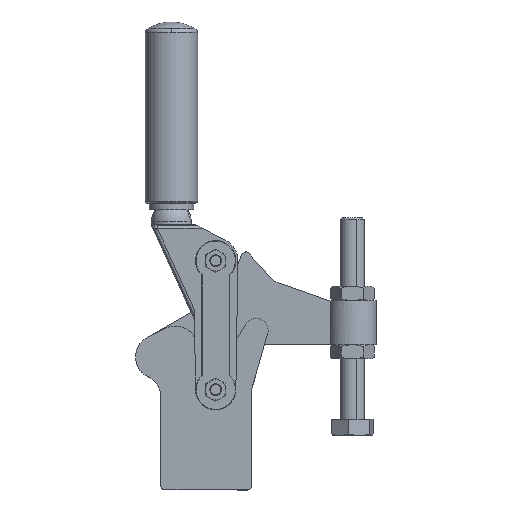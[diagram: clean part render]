
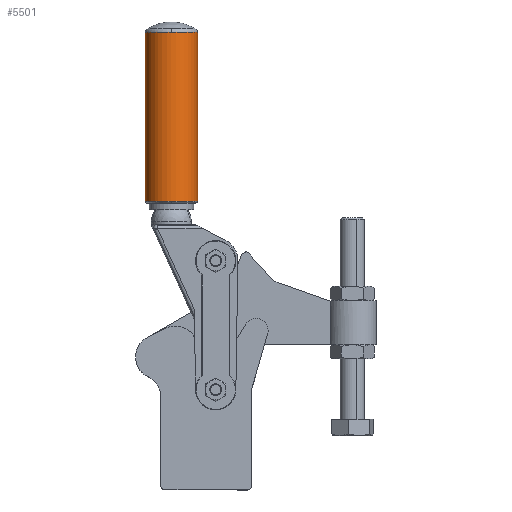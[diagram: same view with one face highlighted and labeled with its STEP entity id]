
A CAD part, top view. The second image highlights one B-rep face of the part: STEP entity #5501.
In plain terms, the highlighted cylindrical face has radius 13 mm (diameter 26 mm), a partial arc.
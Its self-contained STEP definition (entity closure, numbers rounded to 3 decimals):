
#5406=CARTESIAN_POINT('',(-150.603,129.344,0.));
#5407=VERTEX_POINT('',#5406);
#5415=CARTESIAN_POINT('',(-163.603,129.344,13.));
#5416=VERTEX_POINT('',#5415);
#5417=CARTESIAN_POINT('',(-163.603,129.344,0.));
#5418=DIRECTION('',(0.0,-1.0,0.0));
#5419=DIRECTION('',(1.0,0.0,0.0));
#5420=AXIS2_PLACEMENT_3D('',#5417,#5418,#5419);
#5421=CIRCLE('',#5420,13.);
#5422=EDGE_CURVE('',#5407,#5416,#5421,.T.);
#5452=CARTESIAN_POINT('',(-163.603,171.195,0.));
#5453=DIRECTION('',(0.,-1.0,0.));
#5454=DIRECTION('',(1.0,0.0,0.0));
#5455=AXIS2_PLACEMENT_3D('',#5452,#5453,#5454);
#5456=CYLINDRICAL_SURFACE('',#5455,13.);
#5457=CARTESIAN_POINT('',(-150.603,213.047,0.));
#5458=VERTEX_POINT('',#5457);
#5459=CARTESIAN_POINT('',(-150.603,213.047,0.));
#5460=DIRECTION('',(0.0,-1.0,0.0));
#5461=VECTOR('',#5460,83.703);
#5462=LINE('',#5459,#5461);
#5463=EDGE_CURVE('',#5458,#5407,#5462,.T.);
#5464=ORIENTED_EDGE('',*,*,#5463,.F.);
#5465=CARTESIAN_POINT('',(-163.603,213.047,13.));
#5466=VERTEX_POINT('',#5465);
#5467=CARTESIAN_POINT('',(-163.603,213.047,0.));
#5468=DIRECTION('',(0.0,-1.0,0.0));
#5469=DIRECTION('',(1.0,0.0,0.0));
#5470=AXIS2_PLACEMENT_3D('',#5467,#5468,#5469);
#5471=CIRCLE('',#5470,13.);
#5472=EDGE_CURVE('',#5458,#5466,#5471,.T.);
#5473=ORIENTED_EDGE('',*,*,#5472,.T.);
#5474=CARTESIAN_POINT('',(-176.603,213.047,0.));
#5475=VERTEX_POINT('',#5474);
#5476=CARTESIAN_POINT('',(-163.603,213.047,0.));
#5477=DIRECTION('',(0.0,-1.0,0.0));
#5478=DIRECTION('',(1.0,0.0,0.0));
#5479=AXIS2_PLACEMENT_3D('',#5476,#5477,#5478);
#5480=CIRCLE('',#5479,13.);
#5481=EDGE_CURVE('',#5466,#5475,#5480,.T.);
#5482=ORIENTED_EDGE('',*,*,#5481,.T.);
#5483=CARTESIAN_POINT('',(-176.603,129.344,0.));
#5484=VERTEX_POINT('',#5483);
#5485=CARTESIAN_POINT('',(-176.603,129.344,0.));
#5486=DIRECTION('',(0.0,1.0,0.0));
#5487=VECTOR('',#5486,83.703);
#5488=LINE('',#5485,#5487);
#5489=EDGE_CURVE('',#5484,#5475,#5488,.T.);
#5490=ORIENTED_EDGE('',*,*,#5489,.F.);
#5491=CARTESIAN_POINT('',(-163.603,129.344,0.));
#5492=DIRECTION('',(0.0,-1.0,0.0));
#5493=DIRECTION('',(1.0,0.0,0.0));
#5494=AXIS2_PLACEMENT_3D('',#5491,#5492,#5493);
#5495=CIRCLE('',#5494,13.);
#5496=EDGE_CURVE('',#5416,#5484,#5495,.T.);
#5497=ORIENTED_EDGE('',*,*,#5496,.F.);
#5498=ORIENTED_EDGE('',*,*,#5422,.F.);
#5499=EDGE_LOOP('',(#5464,#5473,#5482,#5490,#5497,#5498));
#5500=FACE_OUTER_BOUND('',#5499,.T.);
#5501=ADVANCED_FACE('',(#5500),#5456,.T.);
